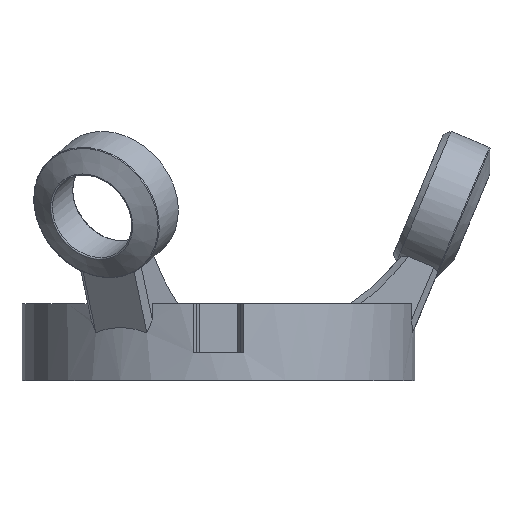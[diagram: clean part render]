
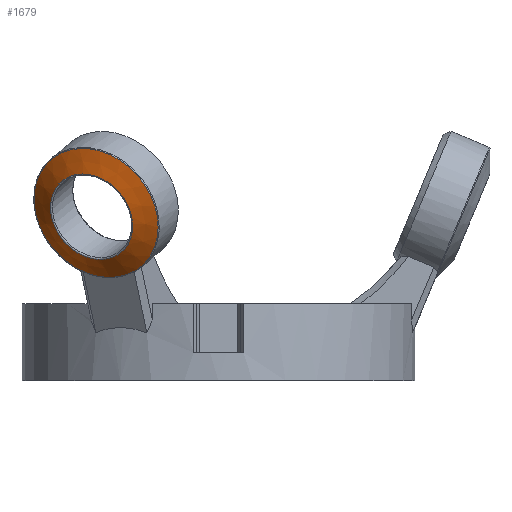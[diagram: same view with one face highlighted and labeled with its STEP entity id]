
A CAD part, left-side view. The second image highlights one B-rep face of the part: STEP entity #1679.
In plain terms, the highlighted conical face has half-angle 67.5 degrees and reference radius 4.902 mm.
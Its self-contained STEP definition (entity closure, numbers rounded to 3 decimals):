
#174=FACE_OUTER_BOUND('',#269,.T.);
#269=EDGE_LOOP('',(#1318,#1319,#1320,#1321,#1322,#1323,#1324));
#406=LINE('',#2851,#520);
#520=VECTOR('',#2231,4.902);
#615=CIRCLE('',#1841,3.938);
#616=CIRCLE('',#1842,3.938);
#617=CIRCLE('',#1843,3.938);
#621=CIRCLE('',#1849,5.938);
#622=CIRCLE('',#1850,5.938);
#779=VERTEX_POINT('',#2833);
#780=VERTEX_POINT('',#2835);
#781=VERTEX_POINT('',#2837);
#784=VERTEX_POINT('',#2848);
#785=VERTEX_POINT('',#2849);
#983=EDGE_CURVE('',#779,#780,#615,.T.);
#984=EDGE_CURVE('',#780,#781,#616,.T.);
#985=EDGE_CURVE('',#781,#779,#617,.T.);
#990=EDGE_CURVE('',#784,#785,#621,.T.);
#991=EDGE_CURVE('',#784,#780,#406,.T.);
#992=EDGE_CURVE('',#785,#784,#622,.T.);
#1318=ORIENTED_EDGE('',*,*,#990,.F.);
#1319=ORIENTED_EDGE('',*,*,#991,.T.);
#1320=ORIENTED_EDGE('',*,*,#983,.F.);
#1321=ORIENTED_EDGE('',*,*,#985,.F.);
#1322=ORIENTED_EDGE('',*,*,#984,.F.);
#1323=ORIENTED_EDGE('',*,*,#991,.F.);
#1324=ORIENTED_EDGE('',*,*,#992,.F.);
#1637=CONICAL_SURFACE('',#1848,4.902,1.178);
#1679=ADVANCED_FACE('',(#174),#1637,.T.);
#1841=AXIS2_PLACEMENT_3D('',#2836,#2212,#2213);
#1842=AXIS2_PLACEMENT_3D('',#2838,#2214,#2215);
#1843=AXIS2_PLACEMENT_3D('',#2839,#2216,#2217);
#1848=AXIS2_PLACEMENT_3D('',#2847,#2227,#2228);
#1849=AXIS2_PLACEMENT_3D('',#2850,#2229,#2230);
#1850=AXIS2_PLACEMENT_3D('',#2852,#2232,#2233);
#2212=DIRECTION('center_axis',(-0.799,0.461,-0.386));
#2213=DIRECTION('ref_axis',(-0.5,-0.866,0.));
#2214=DIRECTION('center_axis',(-0.799,0.461,-0.386));
#2215=DIRECTION('ref_axis',(-0.5,-0.866,0.));
#2216=DIRECTION('center_axis',(-0.799,0.461,-0.386));
#2217=DIRECTION('ref_axis',(-0.5,-0.866,0.));
#2227=DIRECTION('center_axis',(0.799,-0.461,0.386));
#2228=DIRECTION('ref_axis',(-0.334,0.193,0.923));
#2229=DIRECTION('center_axis',(0.799,-0.461,0.386));
#2230=DIRECTION('ref_axis',(-0.334,0.193,0.923));
#2231=DIRECTION('',(-0.615,0.355,0.705));
#2232=DIRECTION('center_axis',(0.799,-0.461,0.386));
#2233=DIRECTION('ref_axis',(-0.334,0.193,0.923));
#2833=CARTESIAN_POINT('',(-16.943,10.771,18.153));
#2835=CARTESIAN_POINT('',(-17.34,10.011,18.066));
#2836=CARTESIAN_POINT('Origin',(-18.656,10.771,21.699));
#2837=CARTESIAN_POINT('',(-16.687,14.182,21.699));
#2838=CARTESIAN_POINT('Origin',(-18.656,10.771,21.699));
#2839=CARTESIAN_POINT('Origin',(-18.656,10.771,21.699));
#2847=CARTESIAN_POINT('Origin',(-18.337,10.587,21.853));
#2848=CARTESIAN_POINT('',(-16.009,9.243,16.54));
#2849=CARTESIAN_POINT('',(-19.285,12.626,27.366));
#2850=CARTESIAN_POINT('Origin',(-17.994,10.389,22.019));
#2851=CARTESIAN_POINT('',(-16.699,9.641,17.331));
#2852=CARTESIAN_POINT('Origin',(-17.994,10.389,22.019));
